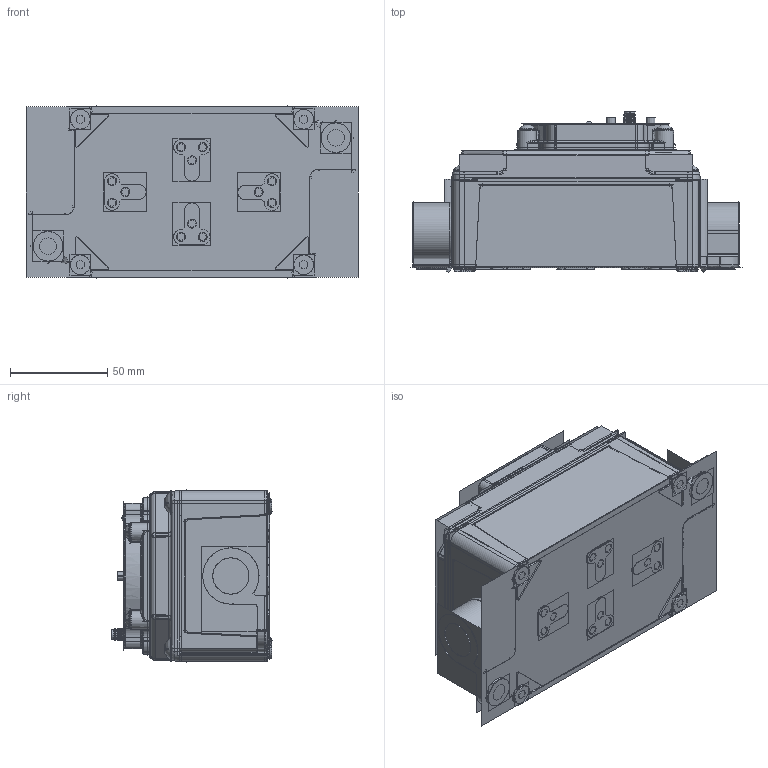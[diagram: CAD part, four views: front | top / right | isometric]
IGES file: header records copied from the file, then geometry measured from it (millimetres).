
Start section:  PTC IGES file: 159659_sm01.igs
Global section: file name: 159659_sm01.igs; native system: Creo Parametric by PTC Inc.; preprocessor: 2019292; author: PDMAdmin; organization: Unknown; date: 20220630.130627; units: millimetre
Bounding box: 170.91 x 82.94 x 89.07 mm (x, y, z)
Volume: 706728 mm3; surface area: 401425.6 mm2
Topology: 1 solids, 1 shells, 2214 faces, 11130 edges, 14097 vertices
Faces by surface type: revolution 1374, bspline 840
